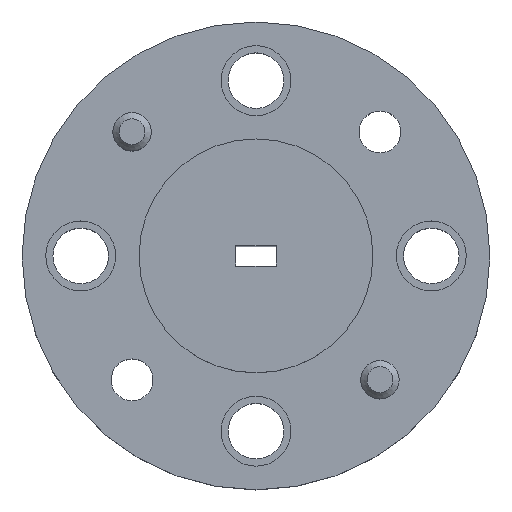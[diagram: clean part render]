
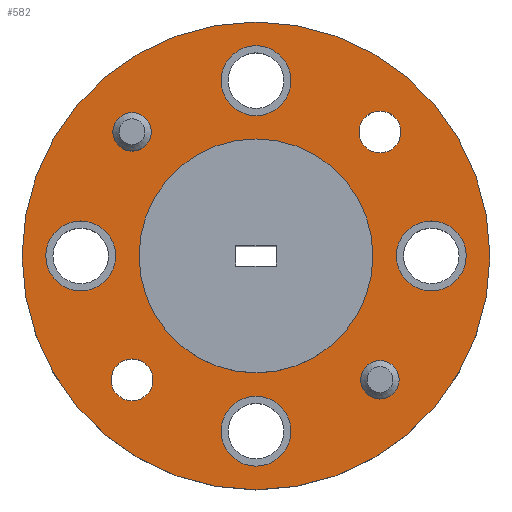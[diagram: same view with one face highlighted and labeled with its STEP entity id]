
A CAD part, top view. The second image highlights one B-rep face of the part: STEP entity #582.
In plain terms, the highlighted planar face has unit normal (0, 0, 1).
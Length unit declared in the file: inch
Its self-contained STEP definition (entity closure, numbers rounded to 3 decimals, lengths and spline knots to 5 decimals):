
#5 = VERTEX_POINT ( 'NONE', #386 ) ;
#11 = AXIS2_PLACEMENT_3D ( 'NONE', #500, #805, #1076 ) ;
#22 = CIRCLE ( 'NONE', #525, 0.056 ) ;
#24 = VERTEX_POINT ( 'NONE', #591 ) ;
#30 = CARTESIAN_POINT ( 'NONE',  ( 0.2322, 0.1987, -0.032 ) ) ;
#42 = CIRCLE ( 'NONE', #306, 0.056 ) ;
#46 = FACE_BOUND ( 'NONE', #725, .T. ) ;
#48 = AXIS2_PLACEMENT_3D ( 'NONE', #272, #461, #661 ) ;
#56 = DIRECTION ( 'NONE',  ( 0., 0., 1. ) ) ;
#107 = VERTEX_POINT ( 'NONE', #966 ) ;
#125 = EDGE_LOOP ( 'NONE', ( #1165 ) ) ;
#133 = AXIS2_PLACEMENT_3D ( 'NONE', #414, #323, #708 ) ;
#143 = EDGE_CURVE ( 'NONE', #572, #572, #830, .T. ) ;
#170 = ORIENTED_EDGE ( 'NONE', *, *, #143, .F. ) ;
#203 = EDGE_LOOP ( 'NONE', ( #338 ) ) ;
#209 = DIRECTION ( 'NONE',  ( 0., 0., 1. ) ) ;
#243 = VERTEX_POINT ( 'NONE', #417 ) ;
#246 = FACE_BOUND ( 'NONE', #933, .T. ) ;
#253 = DIRECTION ( 'NONE',  ( 1., 0., 0. ) ) ;
#272 = CARTESIAN_POINT ( 'NONE',  ( 0.1987, -0.1987, -0.032 ) ) ;
#279 = DIRECTION ( 'NONE',  ( 1., 0., 0. ) ) ;
#285 = AXIS2_PLACEMENT_3D ( 'NONE', #1007, #56, #253 ) ;
#291 = EDGE_LOOP ( 'NONE', ( #457 ) ) ;
#295 = CARTESIAN_POINT ( 'NONE',  ( -0.225, 0., -0.032 ) ) ;
#306 = AXIS2_PLACEMENT_3D ( 'NONE', #1045, #745, #1130 ) ;
#313 = CARTESIAN_POINT ( 'NONE',  ( 0., 0., -0.032 ) ) ;
#323 = DIRECTION ( 'NONE',  ( 0., 0., 1. ) ) ;
#338 = ORIENTED_EDGE ( 'NONE', *, *, #612, .F. ) ;
#340 = FACE_BOUND ( 'NONE', #203, .T. ) ;
#370 = DIRECTION ( 'NONE',  ( 1., 0., 0. ) ) ;
#386 = CARTESIAN_POINT ( 'NONE',  ( -0.1652, -0.1987, -0.032 ) ) ;
#397 = VERTEX_POINT ( 'NONE', #295 ) ;
#400 = AXIS2_PLACEMENT_3D ( 'NONE', #313, #520, #1187 ) ;
#414 = CARTESIAN_POINT ( 'NONE',  ( 0.281, 0., -0.032 ) ) ;
#415 = EDGE_CURVE ( 'NONE', #685, #685, #1201, .T. ) ;
#417 = CARTESIAN_POINT ( 'NONE',  ( 0.375, 0., -0.032 ) ) ;
#418 = EDGE_CURVE ( 'NONE', #397, #397, #654, .T. ) ;
#434 = CIRCLE ( 'NONE', #597, 0.0335 ) ;
#435 = ORIENTED_EDGE ( 'NONE', *, *, #782, .F. ) ;
#436 = CARTESIAN_POINT ( 'NONE',  ( 0., 0.281, -0.032 ) ) ;
#442 = AXIS2_PLACEMENT_3D ( 'NONE', #567, #1043, #370 ) ;
#457 = ORIENTED_EDGE ( 'NONE', *, *, #418, .F. ) ;
#461 = DIRECTION ( 'NONE',  ( 0., 0., 1. ) ) ;
#483 = CARTESIAN_POINT ( 'NONE',  ( 0.22945, -0.1987, -0.032 ) ) ;
#486 = CIRCLE ( 'NONE', #990, 0.03075 ) ;
#487 = DIRECTION ( 'NONE',  ( 0., 0., 1. ) ) ;
#490 = CARTESIAN_POINT ( 'NONE',  ( 0.056, -0.281, -0.032 ) ) ;
#491 = EDGE_LOOP ( 'NONE', ( #1011 ) ) ;
#500 = CARTESIAN_POINT ( 'NONE',  ( 0.1987, 0.1987, -0.032 ) ) ;
#520 = DIRECTION ( 'NONE',  ( 0., 0., 1. ) ) ;
#525 = AXIS2_PLACEMENT_3D ( 'NONE', #436, #907, #1031 ) ;
#541 = CARTESIAN_POINT ( 'NONE',  ( -0.1987, 0.1987, -0.032 ) ) ;
#547 = DIRECTION ( 'NONE',  ( 0., 0., 1. ) ) ;
#551 = EDGE_CURVE ( 'NONE', #107, #107, #676, .T. ) ;
#554 = EDGE_LOOP ( 'NONE', ( #645 ) ) ;
#566 = ORIENTED_EDGE ( 'NONE', *, *, #712, .F. ) ;
#567 = CARTESIAN_POINT ( 'NONE',  ( 0., 0., -0.032 ) ) ;
#572 = VERTEX_POINT ( 'NONE', #934 ) ;
#582 = ADVANCED_FACE ( 'NONE', ( #46, #340, #1206, #623, #825, #1217, #246, #632, #1105, #1033 ), #838, .T. ) ;
#591 = CARTESIAN_POINT ( 'NONE',  ( 0.056, 0.281, -0.032 ) ) ;
#597 = AXIS2_PLACEMENT_3D ( 'NONE', #869, #487, #279 ) ;
#602 = VERTEX_POINT ( 'NONE', #490 ) ;
#612 = EDGE_CURVE ( 'NONE', #1086, #1086, #486, .T. ) ;
#617 = EDGE_LOOP ( 'NONE', ( #170 ) ) ;
#623 = FACE_BOUND ( 'NONE', #755, .T. ) ;
#632 = FACE_BOUND ( 'NONE', #886, .T. ) ;
#645 = ORIENTED_EDGE ( 'NONE', *, *, #1024, .F. ) ;
#654 = CIRCLE ( 'NONE', #715, 0.056 ) ;
#661 = DIRECTION ( 'NONE',  ( 1., 0., 0. ) ) ;
#676 = CIRCLE ( 'NONE', #133, 0.056 ) ;
#685 = VERTEX_POINT ( 'NONE', #30 ) ;
#708 = DIRECTION ( 'NONE',  ( 1., 0., 0. ) ) ;
#712 = EDGE_CURVE ( 'NONE', #602, #602, #42, .T. ) ;
#715 = AXIS2_PLACEMENT_3D ( 'NONE', #1000, #209, #1186 ) ;
#717 = ORIENTED_EDGE ( 'NONE', *, *, #415, .F. ) ;
#725 = EDGE_LOOP ( 'NONE', ( #842 ) ) ;
#745 = DIRECTION ( 'NONE',  ( 0., 0., 1. ) ) ;
#755 = EDGE_LOOP ( 'NONE', ( #566 ) ) ;
#759 = EDGE_CURVE ( 'NONE', #884, #884, #1239, .T. ) ;
#782 = EDGE_CURVE ( 'NONE', #5, #5, #434, .T. ) ;
#805 = DIRECTION ( 'NONE',  ( 0., 0., 1. ) ) ;
#825 = FACE_BOUND ( 'NONE', #291, .T. ) ;
#830 = CIRCLE ( 'NONE', #400, 0.1875 ) ;
#838 = PLANE ( 'NONE',  #285 ) ;
#842 = ORIENTED_EDGE ( 'NONE', *, *, #759, .F. ) ;
#869 = CARTESIAN_POINT ( 'NONE',  ( -0.1987, -0.1987, -0.032 ) ) ;
#884 = VERTEX_POINT ( 'NONE', #483 ) ;
#886 = EDGE_LOOP ( 'NONE', ( #435 ) ) ;
#907 = DIRECTION ( 'NONE',  ( 0., 0., 1. ) ) ;
#933 = EDGE_LOOP ( 'NONE', ( #717 ) ) ;
#934 = CARTESIAN_POINT ( 'NONE',  ( 0.1875, 0., -0.032 ) ) ;
#966 = CARTESIAN_POINT ( 'NONE',  ( 0.337, 0., -0.032 ) ) ;
#970 = CIRCLE ( 'NONE', #442, 0.375 ) ;
#990 = AXIS2_PLACEMENT_3D ( 'NONE', #541, #547, #1020 ) ;
#1000 = CARTESIAN_POINT ( 'NONE',  ( -0.281, 0., -0.032 ) ) ;
#1007 = CARTESIAN_POINT ( 'NONE',  ( 0., 0., -0.032 ) ) ;
#1011 = ORIENTED_EDGE ( 'NONE', *, *, #1153, .T. ) ;
#1020 = DIRECTION ( 'NONE',  ( 1., 0., 0. ) ) ;
#1024 = EDGE_CURVE ( 'NONE', #24, #24, #22, .T. ) ;
#1031 = DIRECTION ( 'NONE',  ( 1., 0., 0. ) ) ;
#1033 = FACE_OUTER_BOUND ( 'NONE', #491, .T. ) ;
#1043 = DIRECTION ( 'NONE',  ( 0., 0., 1. ) ) ;
#1045 = CARTESIAN_POINT ( 'NONE',  ( 0., -0.281, -0.032 ) ) ;
#1076 = DIRECTION ( 'NONE',  ( 1., 0., 0. ) ) ;
#1086 = VERTEX_POINT ( 'NONE', #1172 ) ;
#1105 = FACE_BOUND ( 'NONE', #617, .T. ) ;
#1130 = DIRECTION ( 'NONE',  ( 1., 0., 0. ) ) ;
#1153 = EDGE_CURVE ( 'NONE', #243, #243, #970, .T. ) ;
#1165 = ORIENTED_EDGE ( 'NONE', *, *, #551, .F. ) ;
#1172 = CARTESIAN_POINT ( 'NONE',  ( -0.16795, 0.1987, -0.032 ) ) ;
#1186 = DIRECTION ( 'NONE',  ( 1., 0., 0. ) ) ;
#1187 = DIRECTION ( 'NONE',  ( 1., 0., 0. ) ) ;
#1201 = CIRCLE ( 'NONE', #11, 0.0335 ) ;
#1206 = FACE_BOUND ( 'NONE', #554, .T. ) ;
#1217 = FACE_BOUND ( 'NONE', #125, .T. ) ;
#1239 = CIRCLE ( 'NONE', #48, 0.03075 ) ;
